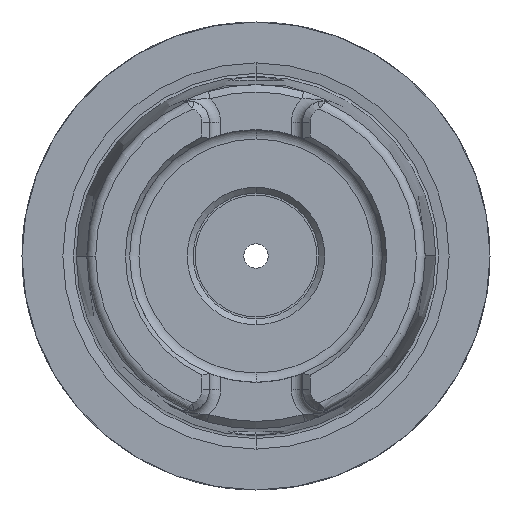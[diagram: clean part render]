
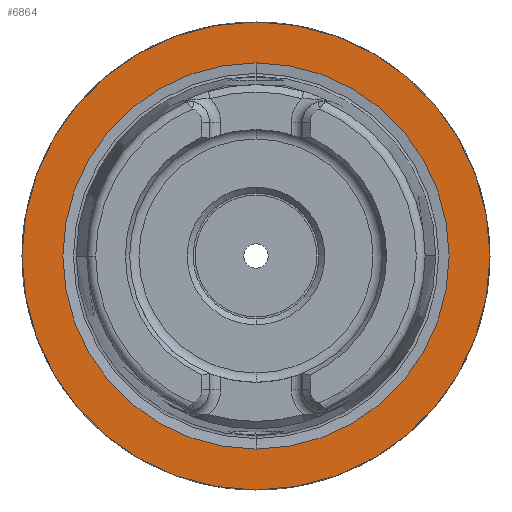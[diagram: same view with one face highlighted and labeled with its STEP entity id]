
A CAD part, left-side view. The second image highlights one B-rep face of the part: STEP entity #6864.
In plain terms, the highlighted planar face has unit normal (-1, 0, 0).
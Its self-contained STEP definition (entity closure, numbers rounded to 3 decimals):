
#120 = EDGE_LOOP ( 'NONE', ( #4337, #3136 ) ) ;
#338 = CARTESIAN_POINT ( 'NONE',  ( 0., 0., 25.995 ) ) ;
#1310 = CIRCLE ( 'NONE', #13307, 31.5 ) ;
#1686 = DIRECTION ( 'NONE',  ( -1., 0., 0. ) ) ;
#1755 = FACE_BOUND ( 'NONE', #14731, .T. ) ;
#1842 = CIRCLE ( 'NONE', #10220, 25.995 ) ;
#2743 = CIRCLE ( 'NONE', #14256, 31.5 ) ;
#3136 = ORIENTED_EDGE ( 'NONE', *, *, #9057, .T. ) ;
#3551 = DIRECTION ( 'NONE',  ( -1., 0., 0. ) ) ;
#3736 = CARTESIAN_POINT ( 'NONE',  ( 0., 0., 31.5 ) ) ;
#3896 = ORIENTED_EDGE ( 'NONE', *, *, #10014, .F. ) ;
#4337 = ORIENTED_EDGE ( 'NONE', *, *, #8486, .T. ) ;
#5262 = CARTESIAN_POINT ( 'NONE',  ( 0., 0., 0. ) ) ;
#5264 = FACE_OUTER_BOUND ( 'NONE', #120, .T. ) ;
#5593 = ORIENTED_EDGE ( 'NONE', *, *, #8056, .F. ) ;
#5622 = VERTEX_POINT ( 'NONE', #338 ) ;
#5944 = AXIS2_PLACEMENT_3D ( 'NONE', #13413, #6338, #14606 ) ;
#6338 = DIRECTION ( 'NONE',  ( 1., 0., 0. ) ) ;
#6459 = DIRECTION ( 'NONE',  ( 0., 0., 1. ) ) ;
#6551 = VERTEX_POINT ( 'NONE', #8859 ) ;
#6566 = DIRECTION ( 'NONE',  ( -1., 0., 0. ) ) ;
#6864 = ADVANCED_FACE ( 'NONE', ( #5264, #1755 ), #8622, .F. ) ;
#7433 = AXIS2_PLACEMENT_3D ( 'NONE', #8761, #1686, #9973 ) ;
#8056 = EDGE_CURVE ( 'NONE', #5622, #6551, #1842, .T. ) ;
#8486 = EDGE_CURVE ( 'NONE', #15314, #13990, #1310, .T. ) ;
#8622 = PLANE ( 'NONE',  #5944 ) ;
#8761 = CARTESIAN_POINT ( 'NONE',  ( 0., 0., 0. ) ) ;
#8859 = CARTESIAN_POINT ( 'NONE',  ( 0., 0., -25.995 ) ) ;
#9057 = EDGE_CURVE ( 'NONE', #13990, #15314, #2743, .T. ) ;
#9973 = DIRECTION ( 'NONE',  ( 0., 0., 1. ) ) ;
#10014 = EDGE_CURVE ( 'NONE', #6551, #5622, #14324, .T. ) ;
#10220 = AXIS2_PLACEMENT_3D ( 'NONE', #10647, #3551, #11817 ) ;
#10647 = CARTESIAN_POINT ( 'NONE',  ( 0., 0., 0. ) ) ;
#11817 = DIRECTION ( 'NONE',  ( 0., 0., 1. ) ) ;
#11902 = CARTESIAN_POINT ( 'NONE',  ( 0., 0., -31.5 ) ) ;
#13307 = AXIS2_PLACEMENT_3D ( 'NONE', #13646, #6566, #14841 ) ;
#13413 = CARTESIAN_POINT ( 'NONE',  ( 0., 0., 0. ) ) ;
#13537 = DIRECTION ( 'NONE',  ( -1., 0., 0. ) ) ;
#13646 = CARTESIAN_POINT ( 'NONE',  ( 0., 0., 0. ) ) ;
#13990 = VERTEX_POINT ( 'NONE', #11902 ) ;
#14256 = AXIS2_PLACEMENT_3D ( 'NONE', #5262, #13537, #6459 ) ;
#14324 = CIRCLE ( 'NONE', #7433, 25.995 ) ;
#14606 = DIRECTION ( 'NONE',  ( 0., 0., -1. ) ) ;
#14731 = EDGE_LOOP ( 'NONE', ( #5593, #3896 ) ) ;
#14841 = DIRECTION ( 'NONE',  ( 0., 0., 1. ) ) ;
#15314 = VERTEX_POINT ( 'NONE', #3736 ) ;
